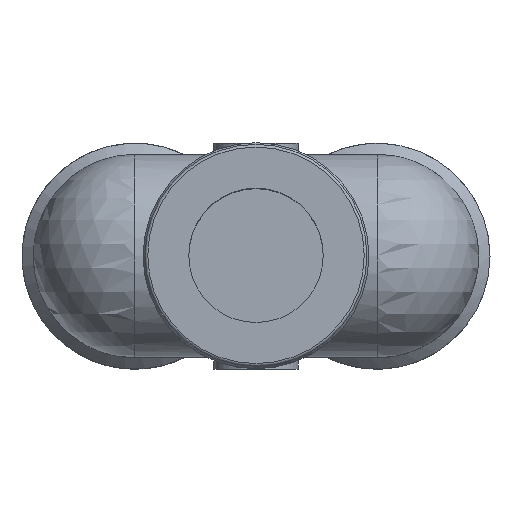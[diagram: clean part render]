
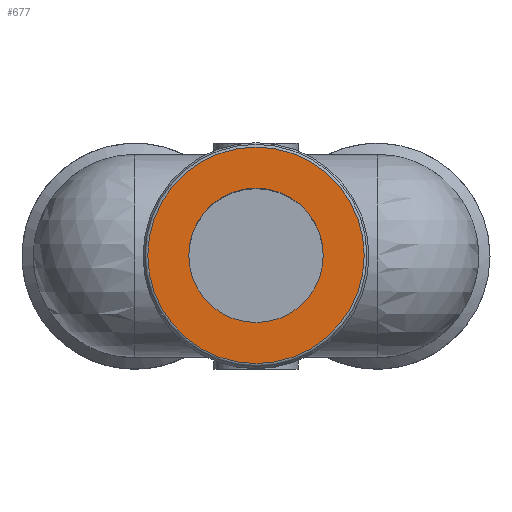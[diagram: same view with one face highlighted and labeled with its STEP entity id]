
A CAD part, top view. The second image highlights one B-rep face of the part: STEP entity #677.
In plain terms, the highlighted planar face has unit normal (0, 0, 1).
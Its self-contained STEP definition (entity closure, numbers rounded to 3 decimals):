
#24=PLANE('',#778);
#77=CIRCLE('',#777,8.05);
#78=CIRCLE('',#779,5.);
#187=ORIENTED_EDGE('',*,*,#312,.F.);
#188=ORIENTED_EDGE('',*,*,#311,.T.);
#311=EDGE_CURVE('',#377,#377,#77,.T.);
#312=EDGE_CURVE('',#378,#378,#78,.T.);
#377=VERTEX_POINT('',#1250);
#378=VERTEX_POINT('',#1253);
#454=EDGE_LOOP('',(#187));
#455=EDGE_LOOP('',(#188));
#562=FACE_BOUND('',#454,.T.);
#563=FACE_BOUND('',#455,.T.);
#677=ADVANCED_FACE('',(#562,#563),#24,.F.);
#777=AXIS2_PLACEMENT_3D('',#1249,#949,#950);
#778=AXIS2_PLACEMENT_3D('',#1251,#951,#952);
#779=AXIS2_PLACEMENT_3D('',#1252,#953,#954);
#949=DIRECTION('',(0.,0.,1.));
#950=DIRECTION('',(1.,0.,0.));
#951=DIRECTION('',(0.,0.,-1.));
#952=DIRECTION('',(-1.,0.,0.));
#953=DIRECTION('',(0.,0.,1.));
#954=DIRECTION('',(1.,0.,0.));
#1249=CARTESIAN_POINT('',(0.,0.,29.25));
#1250=CARTESIAN_POINT('',(8.05,0.,29.25));
#1251=CARTESIAN_POINT('',(8.05,0.,29.25));
#1252=CARTESIAN_POINT('',(0.,0.,29.25));
#1253=CARTESIAN_POINT('',(5.,0.,29.25));
